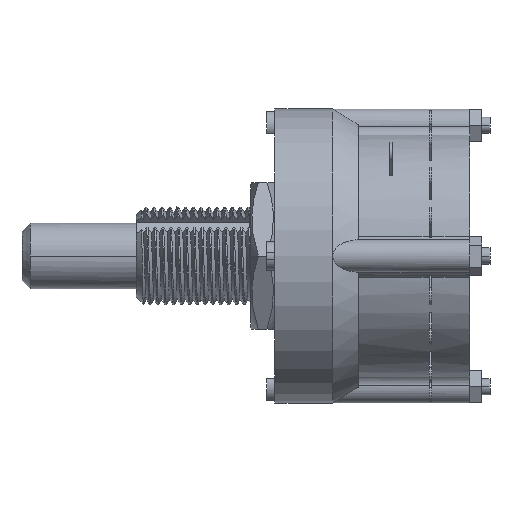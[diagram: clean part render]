
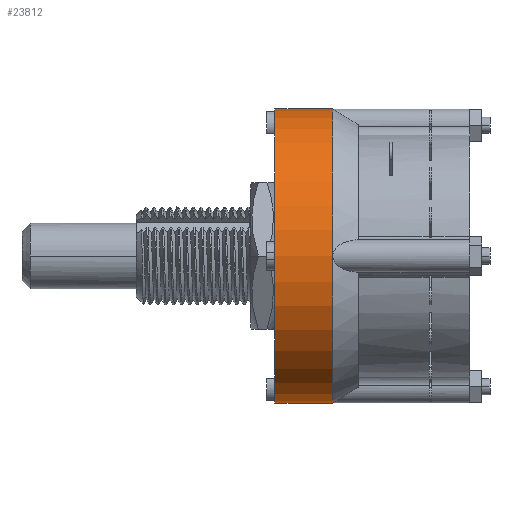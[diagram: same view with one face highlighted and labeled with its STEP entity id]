
A CAD part, left-side view. The second image highlights one B-rep face of the part: STEP entity #23812.
In plain terms, the highlighted cylindrical face has radius 14.287 mm (diameter 28.575 mm), a partial arc.
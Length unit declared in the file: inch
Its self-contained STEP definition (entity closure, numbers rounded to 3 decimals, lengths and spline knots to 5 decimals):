
#11=CARTESIAN_POINT('',(0.,0.,0.));
#12=DIRECTION('',(0.,1.,0.));
#13=DIRECTION('',(0.,0.,-1.));
#14=AXIS2_PLACEMENT_3D('',#11,#12,#13);
#2985=CARTESIAN_POINT('',(0.,-0.221,0.));
#2986=DIRECTION('',(0.,1.,0.));
#2987=DIRECTION('',(0.,0.,-1.));
#2988=AXIS2_PLACEMENT_3D('',#2985,#2986,#2987);
#2990=DIRECTION('',(0.,1.,0.));
#2991=VECTOR('',#2990,0.221);
#2992=CARTESIAN_POINT('',(0.,-0.221,-0.5625));
#2993=LINE('',#2992,#2991);
#2999=DIRECTION('',(0.,1.,0.));
#3000=VECTOR('',#2999,0.221);
#3001=CARTESIAN_POINT('',(0.,-0.221,0.5625));
#3002=LINE('',#3001,#3000);
#13667=CARTESIAN_POINT('',(0.,-0.221,-0.5625));
#13668=CARTESIAN_POINT('',(0.,0.,-0.5625));
#13669=VERTEX_POINT('',#13667);
#13670=VERTEX_POINT('',#13668);
#13671=CARTESIAN_POINT('',(0.,-0.221,0.5625));
#13672=CARTESIAN_POINT('',(0.,0.,0.5625));
#13673=VERTEX_POINT('',#13671);
#13674=VERTEX_POINT('',#13672);
#23798=CARTESIAN_POINT('',(0.,-2.85071,0.));
#23799=DIRECTION('',(0.,1.,0.));
#23800=DIRECTION('',(0.,0.,-1.));
#23801=AXIS2_PLACEMENT_3D('',#23798,#23799,#23800);
#23802=CYLINDRICAL_SURFACE('',#23801,0.5625);
#23804=ORIENTED_EDGE('',*,*,#23803,.T.);
#23805=ORIENTED_EDGE('',*,*,#17156,.T.);
#23807=ORIENTED_EDGE('',*,*,#23806,.F.);
#23809=ORIENTED_EDGE('',*,*,#23808,.F.);
#23810=EDGE_LOOP('',(#23804,#23805,#23807,#23809));
#23811=FACE_OUTER_BOUND('',#23810,.F.);
#23812=ADVANCED_FACE('',(#23811),#23802,.T.);
#15=CIRCLE('',#14,0.5625);
#2989=CIRCLE('',#2988,0.5625);
#17156=EDGE_CURVE('',#13670,#13674,#15,.T.);
#23803=EDGE_CURVE('',#13669,#13670,#2993,.T.);
#23806=EDGE_CURVE('',#13673,#13674,#3002,.T.);
#23808=EDGE_CURVE('',#13669,#13673,#2989,.T.);
